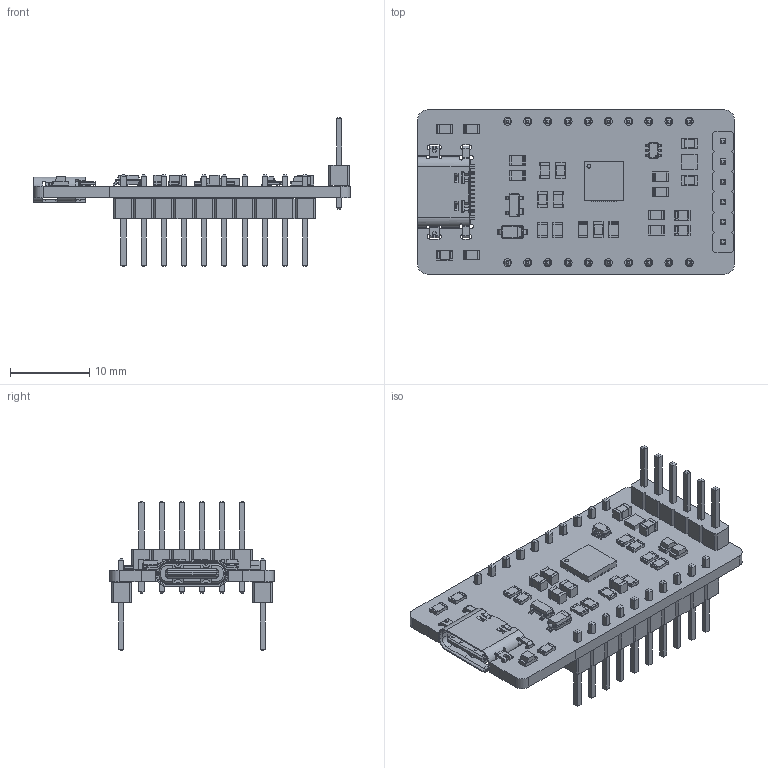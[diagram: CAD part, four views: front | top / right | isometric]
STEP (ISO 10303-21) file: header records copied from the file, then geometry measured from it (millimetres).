
FILE_DESCRIPTION(('KiCad electronic assembly'),'2;1');
FILE_NAME('USBtoUART.step','2025-07-24T11:39:15',('Pcbnew'),('Kicad'), 'Open CASCADE STEP processor 7.9','KiCad to STEP converter','Unknown' );
FILE_SCHEMA(('AUTOMOTIVE_DESIGN { 1 0 10303 214 1 1 1 1 }'));
Length unit declared in the file: millimetre
Products named in the file (17): USBtoUART 1; R_0805_2012Metric; XC6220B331ER-G; Body; Pins; D_SOD-123; 2169900001; SOLID; COMPOUND; C_0805_2012Metric; SOT-143; LED_0805_2012Metric; QFN-28-1EP_5x5mm_P0.5mm_EP3.35x3.35mm; PinHeader_1x06_P2.54mm_Vertical; SOT-363_SC-70-6; PinHeader_1x10_P2.54mm_Vertical; USBtoUART_PCB
Assembly tree (37 placements, depth 3):
  USBtoUART 1
    R_0805_2012Metric  x13
    XC6220B331ER-G
      Body
      Pins
    D_SOD-123
    2169900001
      SOLID
      COMPOUND
    C_0805_2012Metric  x7
    SOT-143
    LED_0805_2012Metric  x3
    QFN-28-1EP_5x5mm_P0.5mm_EP3.35x3.35mm
    PinHeader_1x06_P2.54mm_Vertical
    SOT-363_SC-70-6
    PinHeader_1x10_P2.54mm_Vertical  x2
    USBtoUART_PCB
Bounding box: 39.89 x 20.66 x 18.76 mm (x, y, z)
Volume: 1796.8 mm3; surface area: 3931.1 mm2
Topology: 40 solids, 40 shells, 2586 faces, 6936 edges, 4569 vertices
Faces by surface type: plane 2008, cylinder 517, bspline 48, cone 13
Full cylindrical faces by diameter (mm): 0.2 x9, 0.5 x1, 1 x26
Entity records: 62987 total; most frequent: CARTESIAN_POINT 10633, ORIENTED_EDGE 9510, DIRECTION 8825, EDGE_CURVE 4755, LINE 4013, VECTOR 4013, VERTEX_POINT 3057, AXIS2_PLACEMENT_3D 2406
